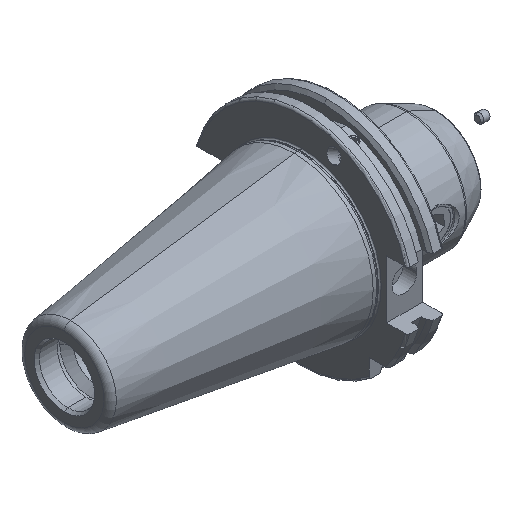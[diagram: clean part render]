
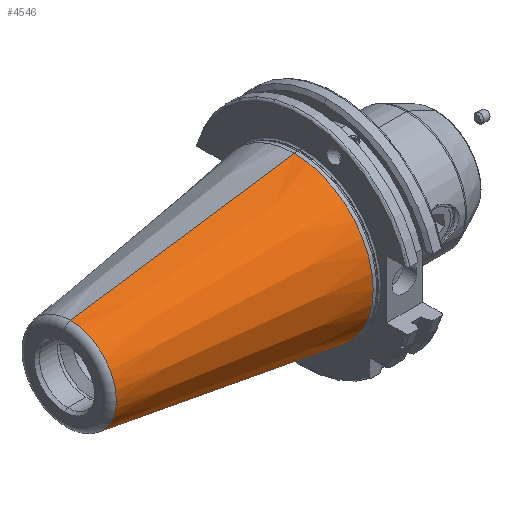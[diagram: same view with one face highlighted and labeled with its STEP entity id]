
A CAD part, isometric view. The second image highlights one B-rep face of the part: STEP entity #4546.
In plain terms, the highlighted conical face has half-angle 8.297 degrees and reference radius 34.925 mm.
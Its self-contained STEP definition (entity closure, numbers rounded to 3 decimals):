
#4197 = EDGE_CURVE ( 'NONE', #4553, #4230, #5667, .T. ) ;
#4218 = ORIENTED_EDGE ( 'NONE', *, *, #4219, .T. ) ;
#4219 = EDGE_CURVE ( 'NONE', #4498, #4553, #5658, .T. ) ;
#4230 = VERTEX_POINT ( 'NONE', #5739 ) ;
#4497 = EDGE_CURVE ( 'NONE', #4498, #4499, #5737, .T. ) ;
#4498 = VERTEX_POINT ( 'NONE', #5765 ) ;
#4499 = VERTEX_POINT ( 'NONE', #5741 ) ;
#4546 = ADVANCED_FACE ( 'NONE', ( #5747 ), #5746, .T. ) ;
#4547 = EDGE_LOOP ( 'NONE', ( #4548, #4218, #4558, #4560 ) ) ;
#4548 = ORIENTED_EDGE ( 'NONE', *, *, #4497, .F. ) ;
#4553 = VERTEX_POINT ( 'NONE', #5754 ) ;
#4558 = ORIENTED_EDGE ( 'NONE', *, *, #4197, .T. ) ;
#4560 = ORIENTED_EDGE ( 'NONE', *, *, #4561, .F. ) ;
#4561 = EDGE_CURVE ( 'NONE', #4499, #4230, #5797, .T. ) ;
#5626 = DIRECTION ( 'NONE',  ( 0.99, 0., -0.144 ) ) ;
#5627 = VECTOR ( 'NONE', #5626, 1000. ) ;
#5628 = CARTESIAN_POINT ( 'NONE',  ( 0., 0., -34.925 ) ) ;
#5648 = DIRECTION ( 'NONE',  ( 0., 0., -1. ) ) ;
#5649 = DIRECTION ( 'NONE',  ( -1., 0., 0. ) ) ;
#5650 = CARTESIAN_POINT ( 'NONE',  ( 0., 0., 0. ) ) ;
#5651 = AXIS2_PLACEMENT_3D ( 'NONE', #5650, #5649, #5648 ) ;
#5658 = LINE ( 'NONE', #5628, #5627 ) ;
#5667 = CIRCLE ( 'NONE', #5651, 34.925 ) ;
#5736 = AXIS2_PLACEMENT_3D ( 'NONE', #5738, #5745, #5744 ) ;
#5737 = CIRCLE ( 'NONE', #5736, 20.461 ) ;
#5738 = CARTESIAN_POINT ( 'NONE',  ( -99.183, 0., 0. ) ) ;
#5739 = CARTESIAN_POINT ( 'NONE',  ( 0., 0., 34.925 ) ) ;
#5741 = CARTESIAN_POINT ( 'NONE',  ( -99.183, 0., 20.461 ) ) ;
#5744 = DIRECTION ( 'NONE',  ( 0., 0., -1. ) ) ;
#5745 = DIRECTION ( 'NONE',  ( -1., 0., 0. ) ) ;
#5746 = CONICAL_SURFACE ( 'NONE', #5767, 34.925, 0.145 ) ;
#5747 = FACE_OUTER_BOUND ( 'NONE', #4547, .T. ) ;
#5750 = DIRECTION ( 'NONE',  ( 0., 0., 1. ) ) ;
#5751 = DIRECTION ( 'NONE',  ( 1., 0., 0. ) ) ;
#5754 = CARTESIAN_POINT ( 'NONE',  ( 0., 0., -34.925 ) ) ;
#5765 = CARTESIAN_POINT ( 'NONE',  ( -99.183, 0., -20.461 ) ) ;
#5766 = CARTESIAN_POINT ( 'NONE',  ( 0., 0., 0. ) ) ;
#5767 = AXIS2_PLACEMENT_3D ( 'NONE', #5766, #5751, #5750 ) ;
#5777 = DIRECTION ( 'NONE',  ( 0.99, 0., 0.144 ) ) ;
#5794 = VECTOR ( 'NONE', #5777, 1000. ) ;
#5795 = CARTESIAN_POINT ( 'NONE',  ( 0., 0., 34.925 ) ) ;
#5797 = LINE ( 'NONE', #5795, #5794 ) ;
